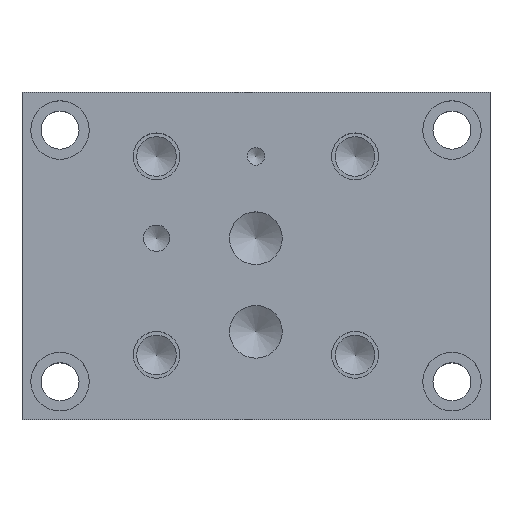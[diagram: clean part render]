
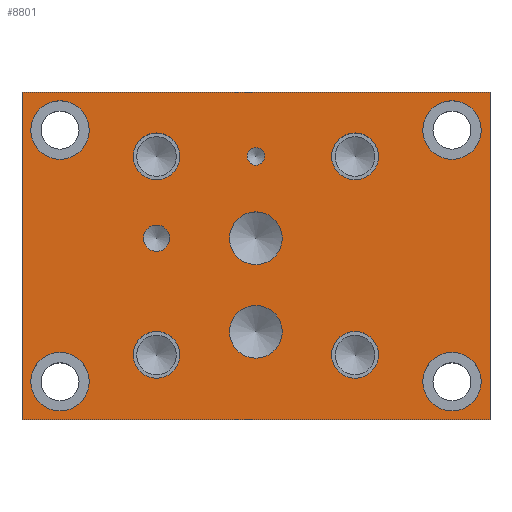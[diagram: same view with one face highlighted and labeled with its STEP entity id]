
A CAD part, top view. The second image highlights one B-rep face of the part: STEP entity #8801.
In plain terms, the highlighted planar face has unit normal (0, 0, 1).
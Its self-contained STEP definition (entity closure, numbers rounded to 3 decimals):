
#129=CIRCLE('',#9160,2.388);
#130=CIRCLE('',#9161,2.388);
#133=CIRCLE('',#9166,7.15);
#134=CIRCLE('',#9167,7.15);
#137=CIRCLE('',#9172,7.15);
#138=CIRCLE('',#9173,7.15);
#141=CIRCLE('',#9178,3.569);
#142=CIRCLE('',#9179,3.569);
#148=CIRCLE('',#9188,6.35);
#149=CIRCLE('',#9189,6.35);
#155=CIRCLE('',#9199,6.35);
#156=CIRCLE('',#9200,6.35);
#162=CIRCLE('',#9210,6.35);
#163=CIRCLE('',#9211,6.35);
#169=CIRCLE('',#9221,6.35);
#170=CIRCLE('',#9222,6.35);
#174=CIRCLE('',#9229,7.938);
#175=CIRCLE('',#9230,7.938);
#180=CIRCLE('',#9238,7.938);
#181=CIRCLE('',#9239,7.938);
#186=CIRCLE('',#9247,7.938);
#187=CIRCLE('',#9248,7.938);
#192=CIRCLE('',#9256,7.938);
#193=CIRCLE('',#9257,7.938);
#242=FACE_BOUND('',#1560,.T.);
#243=FACE_BOUND('',#1561,.T.);
#244=FACE_BOUND('',#1562,.T.);
#245=FACE_BOUND('',#1563,.T.);
#246=FACE_BOUND('',#1564,.T.);
#247=FACE_BOUND('',#1565,.T.);
#248=FACE_BOUND('',#1566,.T.);
#249=FACE_BOUND('',#1567,.T.);
#250=FACE_BOUND('',#1568,.T.);
#251=FACE_BOUND('',#1569,.T.);
#252=FACE_BOUND('',#1570,.T.);
#253=FACE_BOUND('',#1571,.T.);
#1067=FACE_OUTER_BOUND('',#1559,.T.);
#1559=EDGE_LOOP('',(#7691,#7692,#7693,#7694));
#1560=EDGE_LOOP('',(#7695,#7696));
#1561=EDGE_LOOP('',(#7697,#7698));
#1562=EDGE_LOOP('',(#7699,#7700));
#1563=EDGE_LOOP('',(#7701,#7702));
#1564=EDGE_LOOP('',(#7703,#7704));
#1565=EDGE_LOOP('',(#7705,#7706));
#1566=EDGE_LOOP('',(#7707,#7708));
#1567=EDGE_LOOP('',(#7709,#7710));
#1568=EDGE_LOOP('',(#7711,#7712));
#1569=EDGE_LOOP('',(#7713,#7714));
#1570=EDGE_LOOP('',(#7715,#7716));
#1571=EDGE_LOOP('',(#7717,#7718));
#1635=LINE('',#11267,#2478);
#1946=LINE('',#13704,#2789);
#2417=LINE('',#15071,#3260);
#2419=LINE('',#15076,#3262);
#2478=VECTOR('',#9364,10.);
#2789=VECTOR('',#9835,10.);
#3260=VECTOR('',#10996,10.);
#3262=VECTOR('',#11004,10.);
#3313=VERTEX_POINT('',#11264);
#3314=VERTEX_POINT('',#11266);
#3664=VERTEX_POINT('',#13702);
#4013=VERTEX_POINT('',#14866);
#4014=VERTEX_POINT('',#14867);
#4018=VERTEX_POINT('',#14879);
#4019=VERTEX_POINT('',#14880);
#4023=VERTEX_POINT('',#14892);
#4024=VERTEX_POINT('',#14893);
#4028=VERTEX_POINT('',#14905);
#4029=VERTEX_POINT('',#14906);
#4036=VERTEX_POINT('',#14925);
#4037=VERTEX_POINT('',#14926);
#4044=VERTEX_POINT('',#14947);
#4045=VERTEX_POINT('',#14948);
#4052=VERTEX_POINT('',#14969);
#4053=VERTEX_POINT('',#14970);
#4060=VERTEX_POINT('',#14991);
#4061=VERTEX_POINT('',#14992);
#4065=VERTEX_POINT('',#15006);
#4066=VERTEX_POINT('',#15007);
#4071=VERTEX_POINT('',#15023);
#4072=VERTEX_POINT('',#15024);
#4077=VERTEX_POINT('',#15040);
#4078=VERTEX_POINT('',#15041);
#4083=VERTEX_POINT('',#15057);
#4084=VERTEX_POINT('',#15058);
#4087=VERTEX_POINT('',#15069);
#4162=EDGE_CURVE('',#3314,#3313,#1635,.T.);
#4687=EDGE_CURVE('',#3313,#3664,#1946,.T.);
#5203=EDGE_CURVE('',#4013,#4014,#129,.T.);
#5204=EDGE_CURVE('',#4014,#4013,#130,.T.);
#5209=EDGE_CURVE('',#4018,#4019,#133,.T.);
#5210=EDGE_CURVE('',#4019,#4018,#134,.T.);
#5215=EDGE_CURVE('',#4023,#4024,#137,.T.);
#5216=EDGE_CURVE('',#4024,#4023,#138,.T.);
#5221=EDGE_CURVE('',#4028,#4029,#141,.T.);
#5222=EDGE_CURVE('',#4029,#4028,#142,.T.);
#5230=EDGE_CURVE('',#4036,#4037,#148,.T.);
#5231=EDGE_CURVE('',#4037,#4036,#149,.T.);
#5240=EDGE_CURVE('',#4044,#4045,#155,.T.);
#5241=EDGE_CURVE('',#4045,#4044,#156,.T.);
#5250=EDGE_CURVE('',#4052,#4053,#162,.T.);
#5251=EDGE_CURVE('',#4053,#4052,#163,.T.);
#5260=EDGE_CURVE('',#4060,#4061,#169,.T.);
#5261=EDGE_CURVE('',#4061,#4060,#170,.T.);
#5267=EDGE_CURVE('',#4065,#4066,#174,.T.);
#5268=EDGE_CURVE('',#4066,#4065,#175,.T.);
#5275=EDGE_CURVE('',#4071,#4072,#180,.T.);
#5276=EDGE_CURVE('',#4072,#4071,#181,.T.);
#5283=EDGE_CURVE('',#4077,#4078,#186,.T.);
#5284=EDGE_CURVE('',#4078,#4077,#187,.T.);
#5291=EDGE_CURVE('',#4083,#4084,#192,.T.);
#5292=EDGE_CURVE('',#4084,#4083,#193,.T.);
#5298=EDGE_CURVE('',#3664,#4087,#2417,.T.);
#5300=EDGE_CURVE('',#4087,#3314,#2419,.T.);
#7691=ORIENTED_EDGE('',*,*,#5300,.T.);
#7692=ORIENTED_EDGE('',*,*,#4162,.T.);
#7693=ORIENTED_EDGE('',*,*,#4687,.T.);
#7694=ORIENTED_EDGE('',*,*,#5298,.T.);
#7695=ORIENTED_EDGE('',*,*,#5203,.T.);
#7696=ORIENTED_EDGE('',*,*,#5204,.T.);
#7697=ORIENTED_EDGE('',*,*,#5209,.T.);
#7698=ORIENTED_EDGE('',*,*,#5210,.T.);
#7699=ORIENTED_EDGE('',*,*,#5215,.T.);
#7700=ORIENTED_EDGE('',*,*,#5216,.T.);
#7701=ORIENTED_EDGE('',*,*,#5221,.T.);
#7702=ORIENTED_EDGE('',*,*,#5222,.T.);
#7703=ORIENTED_EDGE('',*,*,#5230,.T.);
#7704=ORIENTED_EDGE('',*,*,#5231,.T.);
#7705=ORIENTED_EDGE('',*,*,#5240,.T.);
#7706=ORIENTED_EDGE('',*,*,#5241,.T.);
#7707=ORIENTED_EDGE('',*,*,#5250,.T.);
#7708=ORIENTED_EDGE('',*,*,#5251,.T.);
#7709=ORIENTED_EDGE('',*,*,#5260,.T.);
#7710=ORIENTED_EDGE('',*,*,#5261,.T.);
#7711=ORIENTED_EDGE('',*,*,#5267,.T.);
#7712=ORIENTED_EDGE('',*,*,#5268,.T.);
#7713=ORIENTED_EDGE('',*,*,#5275,.T.);
#7714=ORIENTED_EDGE('',*,*,#5276,.T.);
#7715=ORIENTED_EDGE('',*,*,#5283,.T.);
#7716=ORIENTED_EDGE('',*,*,#5284,.T.);
#7717=ORIENTED_EDGE('',*,*,#5291,.T.);
#7718=ORIENTED_EDGE('',*,*,#5292,.T.);
#7993=PLANE('',#9264);
#8801=ADVANCED_FACE('',(#1067,#242,#243,#244,#245,#246,#247,#248,#249,#250,
#251,#252,#253),#7993,.T.);
#9160=AXIS2_PLACEMENT_3D('',#14868,#10765,#10766);
#9161=AXIS2_PLACEMENT_3D('',#14869,#10767,#10768);
#9166=AXIS2_PLACEMENT_3D('',#14881,#10779,#10780);
#9167=AXIS2_PLACEMENT_3D('',#14882,#10781,#10782);
#9172=AXIS2_PLACEMENT_3D('',#14894,#10793,#10794);
#9173=AXIS2_PLACEMENT_3D('',#14895,#10795,#10796);
#9178=AXIS2_PLACEMENT_3D('',#14907,#10807,#10808);
#9179=AXIS2_PLACEMENT_3D('',#14908,#10809,#10810);
#9188=AXIS2_PLACEMENT_3D('',#14927,#10829,#10830);
#9189=AXIS2_PLACEMENT_3D('',#14928,#10831,#10832);
#9199=AXIS2_PLACEMENT_3D('',#14949,#10854,#10855);
#9200=AXIS2_PLACEMENT_3D('',#14950,#10856,#10857);
#9210=AXIS2_PLACEMENT_3D('',#14971,#10879,#10880);
#9211=AXIS2_PLACEMENT_3D('',#14972,#10881,#10882);
#9221=AXIS2_PLACEMENT_3D('',#14993,#10904,#10905);
#9222=AXIS2_PLACEMENT_3D('',#14994,#10906,#10907);
#9229=AXIS2_PLACEMENT_3D('',#15008,#10922,#10923);
#9230=AXIS2_PLACEMENT_3D('',#15009,#10924,#10925);
#9238=AXIS2_PLACEMENT_3D('',#15025,#10942,#10943);
#9239=AXIS2_PLACEMENT_3D('',#15026,#10944,#10945);
#9247=AXIS2_PLACEMENT_3D('',#15042,#10962,#10963);
#9248=AXIS2_PLACEMENT_3D('',#15043,#10964,#10965);
#9256=AXIS2_PLACEMENT_3D('',#15059,#10982,#10983);
#9257=AXIS2_PLACEMENT_3D('',#15060,#10984,#10985);
#9264=AXIS2_PLACEMENT_3D('',#15077,#11005,#11006);
#9364=DIRECTION('',(0.,1.,0.));
#9835=DIRECTION('',(-1.,0.,0.));
#10765=DIRECTION('center_axis',(0.,0.,-1.));
#10766=DIRECTION('ref_axis',(1.,0.,0.));
#10767=DIRECTION('center_axis',(0.,0.,-1.));
#10768=DIRECTION('ref_axis',(1.,0.,0.));
#10779=DIRECTION('center_axis',(0.,0.,-1.));
#10780=DIRECTION('ref_axis',(1.,0.,0.));
#10781=DIRECTION('center_axis',(0.,0.,-1.));
#10782=DIRECTION('ref_axis',(1.,0.,0.));
#10793=DIRECTION('center_axis',(0.,0.,-1.));
#10794=DIRECTION('ref_axis',(1.,0.,0.));
#10795=DIRECTION('center_axis',(0.,0.,-1.));
#10796=DIRECTION('ref_axis',(1.,0.,0.));
#10807=DIRECTION('center_axis',(0.,0.,-1.));
#10808=DIRECTION('ref_axis',(1.,0.,0.));
#10809=DIRECTION('center_axis',(0.,0.,-1.));
#10810=DIRECTION('ref_axis',(1.,0.,0.));
#10829=DIRECTION('center_axis',(0.,0.,-1.));
#10830=DIRECTION('ref_axis',(1.,0.,0.));
#10831=DIRECTION('center_axis',(0.,0.,-1.));
#10832=DIRECTION('ref_axis',(1.,0.,0.));
#10854=DIRECTION('center_axis',(0.,0.,-1.));
#10855=DIRECTION('ref_axis',(1.,0.,0.));
#10856=DIRECTION('center_axis',(0.,0.,-1.));
#10857=DIRECTION('ref_axis',(1.,0.,0.));
#10879=DIRECTION('center_axis',(0.,0.,-1.));
#10880=DIRECTION('ref_axis',(1.,0.,0.));
#10881=DIRECTION('center_axis',(0.,0.,-1.));
#10882=DIRECTION('ref_axis',(1.,0.,0.));
#10904=DIRECTION('center_axis',(0.,0.,-1.));
#10905=DIRECTION('ref_axis',(1.,0.,0.));
#10906=DIRECTION('center_axis',(0.,0.,-1.));
#10907=DIRECTION('ref_axis',(1.,0.,0.));
#10922=DIRECTION('center_axis',(0.,0.,-1.));
#10923=DIRECTION('ref_axis',(1.,0.,0.));
#10924=DIRECTION('center_axis',(0.,0.,-1.));
#10925=DIRECTION('ref_axis',(1.,0.,0.));
#10942=DIRECTION('center_axis',(0.,0.,-1.));
#10943=DIRECTION('ref_axis',(1.,0.,0.));
#10944=DIRECTION('center_axis',(0.,0.,-1.));
#10945=DIRECTION('ref_axis',(1.,0.,0.));
#10962=DIRECTION('center_axis',(0.,0.,-1.));
#10963=DIRECTION('ref_axis',(1.,0.,0.));
#10964=DIRECTION('center_axis',(0.,0.,-1.));
#10965=DIRECTION('ref_axis',(1.,0.,0.));
#10982=DIRECTION('center_axis',(0.,0.,-1.));
#10983=DIRECTION('ref_axis',(1.,0.,0.));
#10984=DIRECTION('center_axis',(0.,0.,-1.));
#10985=DIRECTION('ref_axis',(1.,0.,0.));
#10996=DIRECTION('',(0.,-1.,0.));
#11004=DIRECTION('',(1.,0.,0.));
#11005=DIRECTION('center_axis',(0.,0.,1.));
#11006=DIRECTION('ref_axis',(1.,0.,0.));
#11264=CARTESIAN_POINT('',(127.,88.9,50.8));
#11266=CARTESIAN_POINT('',(127.,0.,50.8));
#11267=CARTESIAN_POINT('',(127.,0.,50.8));
#13702=CARTESIAN_POINT('',(0.,88.9,50.8));
#13704=CARTESIAN_POINT('',(127.,88.9,50.8));
#14866=CARTESIAN_POINT('',(65.862,71.45,50.8));
#14867=CARTESIAN_POINT('',(61.087,71.45,50.8));
#14868=CARTESIAN_POINT('Origin',(63.475,71.45,50.8));
#14869=CARTESIAN_POINT('Origin',(63.475,71.45,50.8));
#14879=CARTESIAN_POINT('',(70.625,49.225,50.8));
#14880=CARTESIAN_POINT('',(56.325,49.225,50.8));
#14881=CARTESIAN_POINT('Origin',(63.475,49.225,50.8));
#14882=CARTESIAN_POINT('Origin',(63.475,49.225,50.8));
#14892=CARTESIAN_POINT('',(70.625,23.825,50.8));
#14893=CARTESIAN_POINT('',(56.325,23.825,50.8));
#14894=CARTESIAN_POINT('Origin',(63.475,23.825,50.8));
#14895=CARTESIAN_POINT('Origin',(63.475,23.825,50.8));
#14905=CARTESIAN_POINT('',(40.069,49.225,50.8));
#14906=CARTESIAN_POINT('',(32.931,49.225,50.8));
#14907=CARTESIAN_POINT('Origin',(36.5,49.225,50.8));
#14908=CARTESIAN_POINT('Origin',(36.5,49.225,50.8));
#14925=CARTESIAN_POINT('',(42.85,17.577,50.8));
#14926=CARTESIAN_POINT('',(30.15,17.577,50.8));
#14927=CARTESIAN_POINT('Origin',(36.5,17.577,50.8));
#14928=CARTESIAN_POINT('Origin',(36.5,17.577,50.8));
#14947=CARTESIAN_POINT('',(96.723,71.45,50.8));
#14948=CARTESIAN_POINT('',(84.023,71.45,50.8));
#14949=CARTESIAN_POINT('Origin',(90.373,71.45,50.8));
#14950=CARTESIAN_POINT('Origin',(90.373,71.45,50.8));
#14969=CARTESIAN_POINT('',(96.723,17.577,50.8));
#14970=CARTESIAN_POINT('',(84.023,17.577,50.8));
#14971=CARTESIAN_POINT('Origin',(90.373,17.577,50.8));
#14972=CARTESIAN_POINT('Origin',(90.373,17.577,50.8));
#14991=CARTESIAN_POINT('',(42.85,71.45,50.8));
#14992=CARTESIAN_POINT('',(30.15,71.45,50.8));
#14993=CARTESIAN_POINT('Origin',(36.5,71.45,50.8));
#14994=CARTESIAN_POINT('Origin',(36.5,71.45,50.8));
#15006=CARTESIAN_POINT('',(18.25,78.588,50.8));
#15007=CARTESIAN_POINT('',(2.375,78.588,50.8));
#15008=CARTESIAN_POINT('Origin',(10.312,78.588,50.8));
#15009=CARTESIAN_POINT('Origin',(10.312,78.588,50.8));
#15023=CARTESIAN_POINT('',(18.25,10.312,50.8));
#15024=CARTESIAN_POINT('',(2.375,10.312,50.8));
#15025=CARTESIAN_POINT('Origin',(10.312,10.312,50.8));
#15026=CARTESIAN_POINT('Origin',(10.312,10.312,50.8));
#15040=CARTESIAN_POINT('',(124.625,10.312,50.8));
#15041=CARTESIAN_POINT('',(108.75,10.312,50.8));
#15042=CARTESIAN_POINT('Origin',(116.688,10.312,50.8));
#15043=CARTESIAN_POINT('Origin',(116.688,10.312,50.8));
#15057=CARTESIAN_POINT('',(124.625,78.588,50.8));
#15058=CARTESIAN_POINT('',(108.75,78.588,50.8));
#15059=CARTESIAN_POINT('Origin',(116.688,78.588,50.8));
#15060=CARTESIAN_POINT('Origin',(116.688,78.588,50.8));
#15069=CARTESIAN_POINT('',(0.,0.,50.8));
#15071=CARTESIAN_POINT('',(0.,88.9,50.8));
#15076=CARTESIAN_POINT('',(0.,0.,50.8));
#15077=CARTESIAN_POINT('Origin',(63.5,44.45,50.8));
